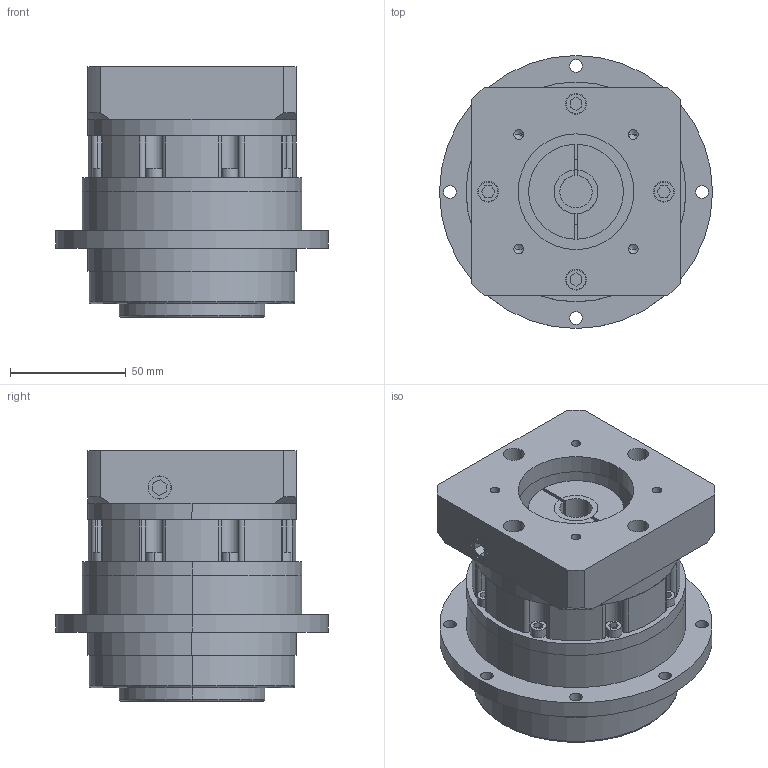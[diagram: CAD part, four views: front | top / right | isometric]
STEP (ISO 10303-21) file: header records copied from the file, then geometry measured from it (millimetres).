
FILE_DESCRIPTION (( 'STEP AP214' ), '1' );
FILE_NAME ('VGH90单级模型（14-30 50-3 4-5.5-70）.STEP', '2018-03-10T07:13:13', ( 'Windows' ), ( 'Microsoft' ), 'SwSTEP 2.0', 'SolidWorks 2016', '' );
FILE_SCHEMA (( 'AUTOMOTIVE_DESIGN' ));
Length unit declared in the file: millimetre
Products named in the file (1): VGH90单级模型（14-30 50-3 4-5.5-70）
Bounding box: 118 x 118 x 108.5 mm (x, y, z)
Volume: 666954.1 mm3; surface area: 110257.5 mm2
Topology: 4 solids, 4 shells, 355 faces, 870 edges, 556 vertices
Faces by surface type: cylinder 164, plane 157, cone 28, torus 6
Entity records: 10896 total; most frequent: DIRECTION 1904, CARTESIAN_POINT 1782, ORIENTED_EDGE 1692, EDGE_CURVE 846, AXIS2_PLACEMENT_3D 710, VERTEX_POINT 556, VECTOR 484, LINE 484
